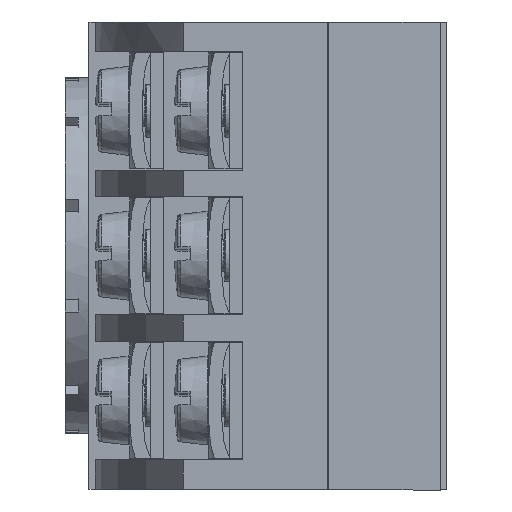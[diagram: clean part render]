
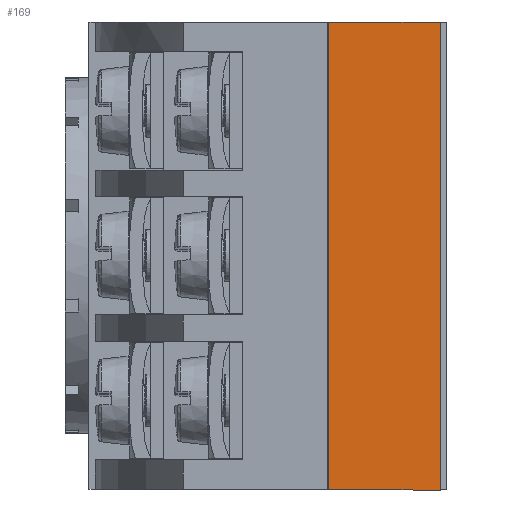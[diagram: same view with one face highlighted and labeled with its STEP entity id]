
A CAD part, left-side view. The second image highlights one B-rep face of the part: STEP entity #169.
In plain terms, the highlighted planar face has unit normal (-1, 0, 0).
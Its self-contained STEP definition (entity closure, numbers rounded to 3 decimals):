
#169 = ADVANCED_FACE ( 'NONE', ( #16293 ), #1334, .T. ) ;
#576 = EDGE_CURVE ( 'NONE', #8249, #8256, #12382, .T. ) ;
#580 = EDGE_CURVE ( 'NONE', #8261, #8269, #12426, .T. ) ;
#1334 = PLANE ( 'NONE',  #1793 ) ;
#1339 = CARTESIAN_POINT ( 'NONE',  ( -19.5, -8.85, -62.711 ) ) ;
#1352 = DIRECTION ( 'NONE',  ( -1., 0., 0. ) ) ;
#1356 = DIRECTION ( 'NONE',  ( 0., 0., 1. ) ) ;
#1493 = VERTEX_POINT ( 'NONE', #13838 ) ;
#1530 = VERTEX_POINT ( 'NONE', #13878 ) ;
#1537 = VERTEX_POINT ( 'NONE', #13885 ) ;
#1545 = VERTEX_POINT ( 'NONE', #13893 ) ;
#1793 = AXIS2_PLACEMENT_3D ( 'NONE', #1339, #1352, #1356 ) ;
#3624 = EDGE_LOOP ( 'NONE', ( #8775, #8776, #8777, #8778, #8779, #8780, #8781, #8782, #8783, #8784 ) ) ;
#3955 = CARTESIAN_POINT ( 'NONE',  ( -19.5, -8.85, 17.75 ) ) ;
#3956 = DIRECTION ( 'NONE',  ( 0., -1., 0. ) ) ;
#3957 = CARTESIAN_POINT ( 'NONE',  ( -19.5, -17.35, -17.8 ) ) ;
#3958 = DIRECTION ( 'NONE',  ( 0., 1., 0. ) ) ;
#4061 = CARTESIAN_POINT ( 'NONE',  ( -19.5, -8.85, -62.711 ) ) ;
#4062 = DIRECTION ( 'NONE',  ( 0., 0., 1. ) ) ;
#4063 = CARTESIAN_POINT ( 'NONE',  ( -19.5, -8.85, -62.711 ) ) ;
#4064 = DIRECTION ( 'NONE',  ( 0., 0., 1. ) ) ;
#4140 = CARTESIAN_POINT ( 'NONE',  ( -19.5, -8.85, -62.711 ) ) ;
#4150 = CARTESIAN_POINT ( 'NONE',  ( -19.5, -17.35, -62.711 ) ) ;
#4152 = DIRECTION ( 'NONE',  ( 0., 0., 1. ) ) ;
#4153 = DIRECTION ( 'NONE',  ( 0., 0., 1. ) ) ;
#5016 = LINE ( 'NONE', #7172, #5019 ) ;
#5019 = VECTOR ( 'NONE', #7173, 1000. ) ;
#7172 = CARTESIAN_POINT ( 'NONE',  ( -19.5, -8.85, -62.711 ) ) ;
#7173 = DIRECTION ( 'NONE',  ( 0., 0., 1. ) ) ;
#7467 = CARTESIAN_POINT ( 'NONE',  ( -19.5, -8.85, -16.05 ) ) ;
#7470 = CARTESIAN_POINT ( 'NONE',  ( -19.5, -8.85, 16.05 ) ) ;
#8249 = VERTEX_POINT ( 'NONE', #9473 ) ;
#8256 = VERTEX_POINT ( 'NONE', #9480 ) ;
#8261 = VERTEX_POINT ( 'NONE', #9485 ) ;
#8269 = VERTEX_POINT ( 'NONE', #9493 ) ;
#8775 = ORIENTED_EDGE ( 'NONE', *, *, #14675, .F. ) ;
#8776 = ORIENTED_EDGE ( 'NONE', *, *, #14610, .F. ) ;
#8777 = ORIENTED_EDGE ( 'NONE', *, *, #14674, .T. ) ;
#8778 = ORIENTED_EDGE ( 'NONE', *, *, #14609, .F. ) ;
#8779 = ORIENTED_EDGE ( 'NONE', *, *, #14498, .F. ) ;
#8780 = ORIENTED_EDGE ( 'NONE', *, *, #580, .F. ) ;
#8781 = ORIENTED_EDGE ( 'NONE', *, *, #14642, .F. ) ;
#8782 = ORIENTED_EDGE ( 'NONE', *, *, #14937, .F. ) ;
#8783 = ORIENTED_EDGE ( 'NONE', *, *, #14641, .F. ) ;
#8784 = ORIENTED_EDGE ( 'NONE', *, *, #576, .F. ) ;
#9473 = CARTESIAN_POINT ( 'NONE',  ( -19.5, -8.85, -17.727 ) ) ;
#9480 = CARTESIAN_POINT ( 'NONE',  ( -19.5, -8.85, -16.15 ) ) ;
#9485 = CARTESIAN_POINT ( 'NONE',  ( -19.5, -8.85, 16.15 ) ) ;
#9493 = CARTESIAN_POINT ( 'NONE',  ( -19.5, -8.85, 17.727 ) ) ;
#9951 = CARTESIAN_POINT ( 'NONE',  ( -19.5, -8.85, -62.711 ) ) ;
#9953 = DIRECTION ( 'NONE',  ( 0., 0., 1. ) ) ;
#11196 = LINE ( 'NONE', #9951, #11199 ) ;
#11199 = VECTOR ( 'NONE', #9953, 1000. ) ;
#11399 = LINE ( 'NONE', #3955, #11402 ) ;
#11401 = LINE ( 'NONE', #3957, #11404 ) ;
#11402 = VECTOR ( 'NONE', #3956, 1000. ) ;
#11404 = VECTOR ( 'NONE', #3958, 1000. ) ;
#11448 = LINE ( 'NONE', #4061, #11451 ) ;
#11450 = LINE ( 'NONE', #4063, #11453 ) ;
#11451 = VECTOR ( 'NONE', #4062, 1000. ) ;
#11453 = VECTOR ( 'NONE', #4064, 1000. ) ;
#11491 = LINE ( 'NONE', #4140, #11504 ) ;
#11499 = LINE ( 'NONE', #4150, #11502 ) ;
#11502 = VECTOR ( 'NONE', #4152, 1000. ) ;
#11504 = VECTOR ( 'NONE', #4153, 1000. ) ;
#12382 = LINE ( 'NONE', #13200, #12423 ) ;
#12423 = VECTOR ( 'NONE', #13248, 1000. ) ;
#12426 = LINE ( 'NONE', #13250, #12431 ) ;
#12431 = VECTOR ( 'NONE', #13256, 1000. ) ;
#13200 = CARTESIAN_POINT ( 'NONE',  ( -19.5, -8.85, -62.711 ) ) ;
#13248 = DIRECTION ( 'NONE',  ( 0., 0., 1. ) ) ;
#13250 = CARTESIAN_POINT ( 'NONE',  ( -19.5, -8.85, -62.711 ) ) ;
#13256 = DIRECTION ( 'NONE',  ( 0., 0., 1. ) ) ;
#13838 = CARTESIAN_POINT ( 'NONE',  ( -19.5, -8.85, -17.8 ) ) ;
#13878 = CARTESIAN_POINT ( 'NONE',  ( -19.5, -17.35, 17.75 ) ) ;
#13885 = CARTESIAN_POINT ( 'NONE',  ( -19.5, -8.85, 17.75 ) ) ;
#13893 = CARTESIAN_POINT ( 'NONE',  ( -19.5, -17.35, -17.8 ) ) ;
#14498 = EDGE_CURVE ( 'NONE', #8269, #1537, #11196, .T. ) ;
#14609 = EDGE_CURVE ( 'NONE', #1537, #1530, #11399, .T. ) ;
#14610 = EDGE_CURVE ( 'NONE', #1545, #1493, #11401, .T. ) ;
#14641 = EDGE_CURVE ( 'NONE', #8256, #15530, #11448, .T. ) ;
#14642 = EDGE_CURVE ( 'NONE', #15533, #8261, #11450, .T. ) ;
#14674 = EDGE_CURVE ( 'NONE', #1545, #1530, #11499, .T. ) ;
#14675 = EDGE_CURVE ( 'NONE', #1493, #8249, #11491, .T. ) ;
#14937 = EDGE_CURVE ( 'NONE', #15530, #15533, #5016, .T. ) ;
#15530 = VERTEX_POINT ( 'NONE', #7467 ) ;
#15533 = VERTEX_POINT ( 'NONE', #7470 ) ;
#16293 = FACE_OUTER_BOUND ( 'NONE', #3624, .T. ) ;
